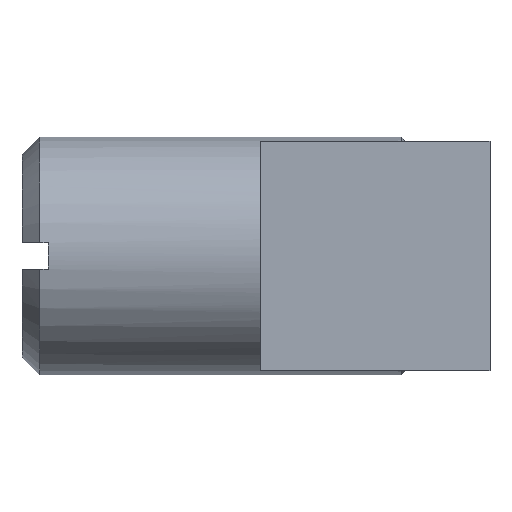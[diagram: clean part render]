
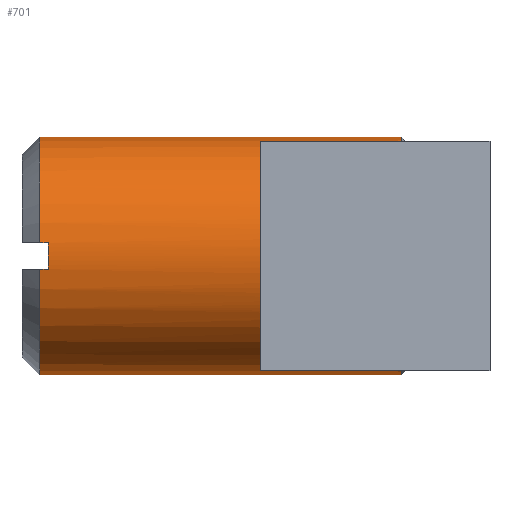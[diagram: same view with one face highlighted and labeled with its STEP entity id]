
A CAD part, left-side view. The second image highlights one B-rep face of the part: STEP entity #701.
In plain terms, the highlighted cylindrical face has radius 6.75 mm (diameter 13.5 mm), a full revolution.
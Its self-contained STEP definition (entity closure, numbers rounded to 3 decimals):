
#19=B_SPLINE_CURVE_WITH_KNOTS('',3,(#1217,#1218,#1219,#1220,#1221,#1222,
#1223,#1224,#1225,#1226,#1227,#1228,#1229,#1230,#1231,#1232,#1233,#1234,
#1235,#1236,#1237,#1238,#1239,#1240,#1241,#1242,#1243),.UNSPECIFIED.,.F.,
 .F.,(4,2,3,2,2,2,2,2,2,2,2,2,4),(-0.151,-0.135,
0.,0.135,0.27,0.405,0.539,
0.674,0.808,0.943,1.078,
1.213,1.229),.UNSPECIFIED.);
#20=B_SPLINE_CURVE_WITH_KNOTS('',3,(#1247,#1248,#1249,#1250,#1251,#1252,
#1253,#1254,#1255,#1256,#1257,#1258,#1259,#1260),.UNSPECIFIED.,.F.,.F.,
(4,2,2,2,2,2,4),(-1.229,-1.213,-1.078,
-0.943,-0.808,-0.674,-0.539),
 .UNSPECIFIED.);
#21=B_SPLINE_CURVE_WITH_KNOTS('',3,(#1263,#1264,#1265,#1266,#1267,#1268,
#1269,#1270,#1271,#1272,#1273,#1274,#1275,#1276,#1277),.UNSPECIFIED.,.F.,
 .F.,(4,2,2,2,3,2,4),(-0.539,-0.405,-0.27,
-0.135,0.,0.135,0.151),
 .UNSPECIFIED.);
#43=CYLINDRICAL_SURFACE('',#799,6.75);
#51=CIRCLE('',#777,6.75);
#54=CIRCLE('',#784,6.75);
#56=CIRCLE('',#786,6.75);
#57=CIRCLE('',#789,6.75);
#60=CIRCLE('',#793,6.75);
#63=CIRCLE('',#800,6.75);
#64=CIRCLE('',#801,6.75);
#102=FACE_OUTER_BOUND('',#143,.T.);
#143=EDGE_LOOP('',(#558,#559,#560,#561,#562,#563,#564,#565,#566,#567,#568,
#569,#570,#571,#572,#573));
#179=LINE('',#1099,#236);
#182=LINE('',#1110,#239);
#186=LINE('',#1122,#243);
#190=LINE('',#1140,#247);
#194=LINE('',#1261,#251);
#236=VECTOR('',#902,10.);
#239=VECTOR('',#907,10.);
#243=VECTOR('',#913,10.);
#247=VECTOR('',#927,10.);
#251=VECTOR('',#957,6.75);
#295=VERTEX_POINT('',#1087);
#296=VERTEX_POINT('',#1088);
#300=VERTEX_POINT('',#1098);
#303=VERTEX_POINT('',#1108);
#304=VERTEX_POINT('',#1109);
#308=VERTEX_POINT('',#1121);
#311=VERTEX_POINT('',#1131);
#312=VERTEX_POINT('',#1132);
#314=VERTEX_POINT('',#1139);
#319=VERTEX_POINT('',#1215);
#320=VERTEX_POINT('',#1216);
#321=VERTEX_POINT('',#1244);
#322=VERTEX_POINT('',#1246);
#323=VERTEX_POINT('',#1262);
#372=EDGE_CURVE('',#295,#296,#51,.T.);
#377=EDGE_CURVE('',#300,#295,#179,.T.);
#381=EDGE_CURVE('',#303,#304,#182,.T.);
#386=EDGE_CURVE('',#296,#308,#186,.T.);
#390=EDGE_CURVE('',#311,#312,#54,.T.);
#393=EDGE_CURVE('',#312,#303,#56,.T.);
#394=EDGE_CURVE('',#314,#311,#190,.T.);
#398=EDGE_CURVE('',#314,#308,#57,.T.);
#401=EDGE_CURVE('',#300,#304,#60,.T.);
#407=EDGE_CURVE('',#319,#320,#19,.T.);
#408=EDGE_CURVE('',#321,#320,#63,.T.);
#409=EDGE_CURVE('',#321,#322,#20,.T.);
#410=EDGE_CURVE('',#322,#312,#194,.T.);
#411=EDGE_CURVE('',#322,#323,#21,.T.);
#412=EDGE_CURVE('',#319,#323,#64,.T.);
#558=ORIENTED_EDGE('',*,*,#407,.T.);
#559=ORIENTED_EDGE('',*,*,#408,.F.);
#560=ORIENTED_EDGE('',*,*,#409,.T.);
#561=ORIENTED_EDGE('',*,*,#410,.T.);
#562=ORIENTED_EDGE('',*,*,#393,.T.);
#563=ORIENTED_EDGE('',*,*,#381,.T.);
#564=ORIENTED_EDGE('',*,*,#401,.F.);
#565=ORIENTED_EDGE('',*,*,#377,.T.);
#566=ORIENTED_EDGE('',*,*,#372,.T.);
#567=ORIENTED_EDGE('',*,*,#386,.T.);
#568=ORIENTED_EDGE('',*,*,#398,.F.);
#569=ORIENTED_EDGE('',*,*,#394,.T.);
#570=ORIENTED_EDGE('',*,*,#390,.T.);
#571=ORIENTED_EDGE('',*,*,#410,.F.);
#572=ORIENTED_EDGE('',*,*,#411,.T.);
#573=ORIENTED_EDGE('',*,*,#412,.F.);
#701=ADVANCED_FACE('',(#102),#43,.T.);
#777=AXIS2_PLACEMENT_3D('',#1089,#892,#893);
#784=AXIS2_PLACEMENT_3D('',#1133,#918,#919);
#786=AXIS2_PLACEMENT_3D('',#1137,#923,#924);
#789=AXIS2_PLACEMENT_3D('',#1149,#932,#933);
#793=AXIS2_PLACEMENT_3D('',#1153,#940,#941);
#799=AXIS2_PLACEMENT_3D('',#1214,#953,#954);
#800=AXIS2_PLACEMENT_3D('',#1245,#955,#956);
#801=AXIS2_PLACEMENT_3D('',#1278,#958,#959);
#892=DIRECTION('center_axis',(0.,-1.,0.));
#893=DIRECTION('ref_axis',(1.,0.,0.));
#902=DIRECTION('',(0.,-1.,0.));
#907=DIRECTION('',(0.,1.,0.));
#913=DIRECTION('',(0.,1.,0.));
#918=DIRECTION('center_axis',(0.,-1.,0.));
#919=DIRECTION('ref_axis',(1.,0.,0.));
#923=DIRECTION('center_axis',(0.,-1.,0.));
#924=DIRECTION('ref_axis',(1.,0.,0.));
#927=DIRECTION('',(0.,-1.,0.));
#932=DIRECTION('center_axis',(0.,1.,0.));
#933=DIRECTION('ref_axis',(-1.,0.,0.));
#940=DIRECTION('center_axis',(0.,1.,0.));
#941=DIRECTION('ref_axis',(-1.,0.,0.));
#953=DIRECTION('center_axis',(0.,-1.,0.));
#954=DIRECTION('ref_axis',(1.,0.,0.));
#955=DIRECTION('center_axis',(0.,-1.,0.));
#956=DIRECTION('ref_axis',(1.,0.,0.));
#957=DIRECTION('',(0.,1.,0.));
#958=DIRECTION('center_axis',(0.,-1.,0.));
#959=DIRECTION('ref_axis',(1.,0.,0.));
#1087=CARTESIAN_POINT('',(33.208,18.5,-0.75));
#1088=CARTESIAN_POINT('',(33.208,18.5,0.75));
#1089=CARTESIAN_POINT('Origin',(26.5,18.5,0.));
#1098=CARTESIAN_POINT('',(33.208,19.,-0.75));
#1099=CARTESIAN_POINT('',(33.208,9.25,-0.75));
#1108=CARTESIAN_POINT('',(19.792,18.5,-0.75));
#1109=CARTESIAN_POINT('',(19.792,19.,-0.75));
#1110=CARTESIAN_POINT('',(19.792,9.25,-0.75));
#1121=CARTESIAN_POINT('',(33.208,19.,0.75));
#1122=CARTESIAN_POINT('',(33.208,9.25,0.75));
#1131=CARTESIAN_POINT('',(19.792,18.5,0.75));
#1132=CARTESIAN_POINT('',(19.75,18.5,0.));
#1133=CARTESIAN_POINT('Origin',(26.5,18.5,0.));
#1137=CARTESIAN_POINT('Origin',(26.5,18.5,0.));
#1139=CARTESIAN_POINT('',(19.792,19.,0.75));
#1140=CARTESIAN_POINT('',(19.792,9.25,0.75));
#1149=CARTESIAN_POINT('Origin',(26.5,19.,0.));
#1153=CARTESIAN_POINT('Origin',(26.5,19.,0.));
#1214=CARTESIAN_POINT('Origin',(26.5,9.25,0.));
#1215=CARTESIAN_POINT('',(32.463,-1.5,3.162));
#1216=CARTESIAN_POINT('',(32.463,-1.5,-3.162));
#1217=CARTESIAN_POINT('Ctrl Pts',(32.463,-1.5,3.162));
#1218=CARTESIAN_POINT('Ctrl Pts',(32.451,-1.451,3.185));
#1219=CARTESIAN_POINT('Ctrl Pts',(32.439,-1.402,3.208));
#1220=CARTESIAN_POINT('Ctrl Pts',(32.33,-0.922,3.408));
#1221=CARTESIAN_POINT('Ctrl Pts',(32.272,-0.45,3.5));
#1222=CARTESIAN_POINT('Ctrl Pts',(32.272,0.,3.5));
#1223=CARTESIAN_POINT('Ctrl Pts',(32.272,0.45,3.5));
#1224=CARTESIAN_POINT('Ctrl Pts',(32.33,0.922,3.408));
#1225=CARTESIAN_POINT('Ctrl Pts',(32.526,1.781,3.049));
#1226=CARTESIAN_POINT('Ctrl Pts',(32.659,2.168,2.781));
#1227=CARTESIAN_POINT('Ctrl Pts',(32.9,2.78,2.169));
#1228=CARTESIAN_POINT('Ctrl Pts',(33.025,3.049,1.781));
#1229=CARTESIAN_POINT('Ctrl Pts',(33.201,3.409,0.921));
#1230=CARTESIAN_POINT('Ctrl Pts',(33.25,3.5,0.449));
#1231=CARTESIAN_POINT('Ctrl Pts',(33.25,3.5,-0.449));
#1232=CARTESIAN_POINT('Ctrl Pts',(33.201,3.409,-0.921));
#1233=CARTESIAN_POINT('Ctrl Pts',(33.025,3.049,-1.781));
#1234=CARTESIAN_POINT('Ctrl Pts',(32.9,2.78,-2.169));
#1235=CARTESIAN_POINT('Ctrl Pts',(32.659,2.168,-2.781));
#1236=CARTESIAN_POINT('Ctrl Pts',(32.526,1.781,-3.049));
#1237=CARTESIAN_POINT('Ctrl Pts',(32.33,0.922,-3.408));
#1238=CARTESIAN_POINT('Ctrl Pts',(32.272,0.45,-3.5));
#1239=CARTESIAN_POINT('Ctrl Pts',(32.272,-0.45,-3.5));
#1240=CARTESIAN_POINT('Ctrl Pts',(32.33,-0.922,-3.408));
#1241=CARTESIAN_POINT('Ctrl Pts',(32.439,-1.402,-3.208));
#1242=CARTESIAN_POINT('Ctrl Pts',(32.451,-1.451,-3.185));
#1243=CARTESIAN_POINT('Ctrl Pts',(32.463,-1.5,-3.162));
#1244=CARTESIAN_POINT('',(20.537,-1.5,-3.162));
#1245=CARTESIAN_POINT('Origin',(26.5,-1.5,0.));
#1246=CARTESIAN_POINT('',(19.75,3.5,0.));
#1247=CARTESIAN_POINT('Ctrl Pts',(20.537,-1.5,-3.162));
#1248=CARTESIAN_POINT('Ctrl Pts',(20.549,-1.451,-3.185));
#1249=CARTESIAN_POINT('Ctrl Pts',(20.561,-1.402,-3.208));
#1250=CARTESIAN_POINT('Ctrl Pts',(20.67,-0.922,-3.408));
#1251=CARTESIAN_POINT('Ctrl Pts',(20.728,-0.45,-3.5));
#1252=CARTESIAN_POINT('Ctrl Pts',(20.728,0.45,-3.5));
#1253=CARTESIAN_POINT('Ctrl Pts',(20.67,0.922,-3.408));
#1254=CARTESIAN_POINT('Ctrl Pts',(20.474,1.781,-3.049));
#1255=CARTESIAN_POINT('Ctrl Pts',(20.341,2.168,-2.781));
#1256=CARTESIAN_POINT('Ctrl Pts',(20.1,2.78,-2.169));
#1257=CARTESIAN_POINT('Ctrl Pts',(19.975,3.049,-1.781));
#1258=CARTESIAN_POINT('Ctrl Pts',(19.799,3.409,-0.921));
#1259=CARTESIAN_POINT('Ctrl Pts',(19.75,3.5,-0.449));
#1260=CARTESIAN_POINT('Ctrl Pts',(19.75,3.5,0.));
#1261=CARTESIAN_POINT('',(19.75,9.25,0.));
#1262=CARTESIAN_POINT('',(20.537,-1.5,3.162));
#1263=CARTESIAN_POINT('Ctrl Pts',(19.75,3.5,0.));
#1264=CARTESIAN_POINT('Ctrl Pts',(19.75,3.5,0.449));
#1265=CARTESIAN_POINT('Ctrl Pts',(19.799,3.409,0.921));
#1266=CARTESIAN_POINT('Ctrl Pts',(19.975,3.049,1.781));
#1267=CARTESIAN_POINT('Ctrl Pts',(20.1,2.78,2.169));
#1268=CARTESIAN_POINT('Ctrl Pts',(20.341,2.168,2.781));
#1269=CARTESIAN_POINT('Ctrl Pts',(20.474,1.781,3.049));
#1270=CARTESIAN_POINT('Ctrl Pts',(20.67,0.922,3.408));
#1271=CARTESIAN_POINT('Ctrl Pts',(20.728,0.45,3.5));
#1272=CARTESIAN_POINT('Ctrl Pts',(20.728,0.,3.5));
#1273=CARTESIAN_POINT('Ctrl Pts',(20.728,-0.45,3.5));
#1274=CARTESIAN_POINT('Ctrl Pts',(20.67,-0.922,3.408));
#1275=CARTESIAN_POINT('Ctrl Pts',(20.561,-1.402,3.208));
#1276=CARTESIAN_POINT('Ctrl Pts',(20.549,-1.451,3.185));
#1277=CARTESIAN_POINT('Ctrl Pts',(20.537,-1.5,3.162));
#1278=CARTESIAN_POINT('Origin',(26.5,-1.5,0.));
